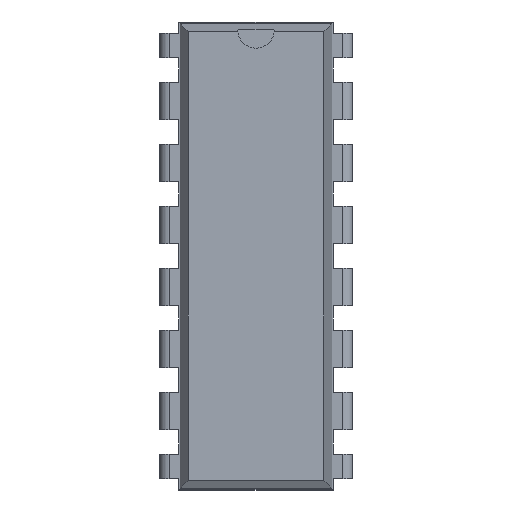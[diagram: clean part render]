
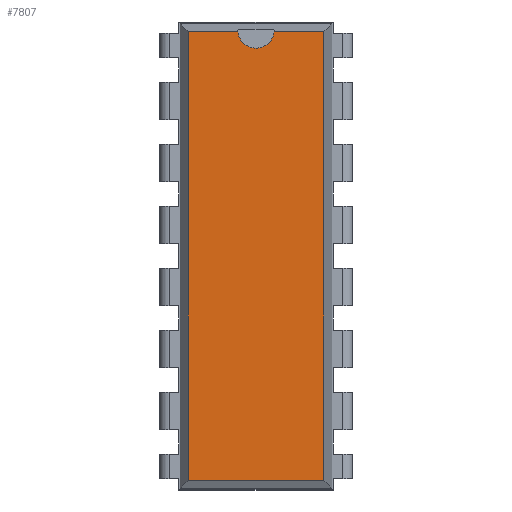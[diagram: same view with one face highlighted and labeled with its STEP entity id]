
A CAD part, top view. The second image highlights one B-rep face of the part: STEP entity #7807.
In plain terms, the highlighted planar face has unit normal (0, 0, 1).
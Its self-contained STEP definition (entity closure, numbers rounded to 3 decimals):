
#4267 = VERTEX_POINT('',#4268);
#4268 = CARTESIAN_POINT('',(6.586,0.3,3.68));
#4273 = EDGE_CURVE('',#4274,#4267,#4276,.T.);
#4274 = VERTEX_POINT('',#4275);
#4275 = CARTESIAN_POINT('',(6.586,-18.08,3.68));
#4276 = LINE('',#4277,#4278);
#4277 = CARTESIAN_POINT('',(6.586,-18.08,3.68));
#4278 = VECTOR('',#4279,1.);
#4279 = DIRECTION('',(0.,1.,0.));
#5833 = VERTEX_POINT('',#5834);
#5834 = CARTESIAN_POINT('',(1.034,0.3,3.68));
#5839 = EDGE_CURVE('',#5840,#5833,#5842,.T.);
#5840 = VERTEX_POINT('',#5841);
#5841 = CARTESIAN_POINT('',(3.064,0.3,3.68));
#5842 = LINE('',#5843,#5844);
#5843 = CARTESIAN_POINT('',(6.586,0.3,3.68));
#5844 = VECTOR('',#5845,1.);
#5845 = DIRECTION('',(-1.,0.,0.));
#6060 = VERTEX_POINT('',#6061);
#6061 = CARTESIAN_POINT('',(4.556,0.3,3.68));
#6165 = EDGE_CURVE('',#4267,#6060,#6166,.T.);
#6166 = LINE('',#6167,#6168);
#6167 = CARTESIAN_POINT('',(6.586,0.3,3.68));
#6168 = VECTOR('',#6169,1.);
#6169 = DIRECTION('',(-1.,0.,0.));
#6237 = VERTEX_POINT('',#6238);
#6238 = CARTESIAN_POINT('',(1.034,-18.08,3.68));
#6243 = EDGE_CURVE('',#5833,#6237,#6244,.T.);
#6244 = LINE('',#6245,#6246);
#6245 = CARTESIAN_POINT('',(1.034,0.3,3.68));
#6246 = VECTOR('',#6247,1.);
#6247 = DIRECTION('',(0.,-1.,0.));
#7796 = EDGE_CURVE('',#6237,#4274,#7797,.T.);
#7797 = LINE('',#7798,#7799);
#7798 = CARTESIAN_POINT('',(1.034,-18.08,3.68));
#7799 = VECTOR('',#7800,1.);
#7800 = DIRECTION('',(1.,0.,0.));
#7807 = ADVANCED_FACE('',(#7808),#7831,.F.);
#7808 = FACE_BOUND('',#7809,.F.);
#7809 = EDGE_LOOP('',(#7810,#7811,#7812,#7813,#7814,#7823,#7830));
#7810 = ORIENTED_EDGE('',*,*,#4273,.F.);
#7811 = ORIENTED_EDGE('',*,*,#7796,.F.);
#7812 = ORIENTED_EDGE('',*,*,#6243,.F.);
#7813 = ORIENTED_EDGE('',*,*,#5839,.F.);
#7814 = ORIENTED_EDGE('',*,*,#7815,.F.);
#7815 = EDGE_CURVE('',#7816,#5840,#7818,.T.);
#7816 = VERTEX_POINT('',#7817);
#7817 = CARTESIAN_POINT('',(3.81,-0.375,3.68));
#7818 = CIRCLE('',#7819,0.75);
#7819 = AXIS2_PLACEMENT_3D('',#7820,#7821,#7822);
#7820 = CARTESIAN_POINT('',(3.81,0.375,3.68));
#7821 = DIRECTION('',(0.,0.,-1.));
#7822 = DIRECTION('',(0.,-1.,0.));
#7823 = ORIENTED_EDGE('',*,*,#7824,.F.);
#7824 = EDGE_CURVE('',#6060,#7816,#7825,.T.);
#7825 = CIRCLE('',#7826,0.75);
#7826 = AXIS2_PLACEMENT_3D('',#7827,#7828,#7829);
#7827 = CARTESIAN_POINT('',(3.81,0.375,3.68));
#7828 = DIRECTION('',(0.,0.,-1.));
#7829 = DIRECTION('',(0.,-1.,0.));
#7830 = ORIENTED_EDGE('',*,*,#6165,.F.);
#7831 = PLANE('',#7832);
#7832 = AXIS2_PLACEMENT_3D('',#7833,#7834,#7835);
#7833 = CARTESIAN_POINT('',(6.586,-18.08,3.68));
#7834 = DIRECTION('',(0.,0.,-1.));
#7835 = DIRECTION('',(-0.289,0.957,0.));
